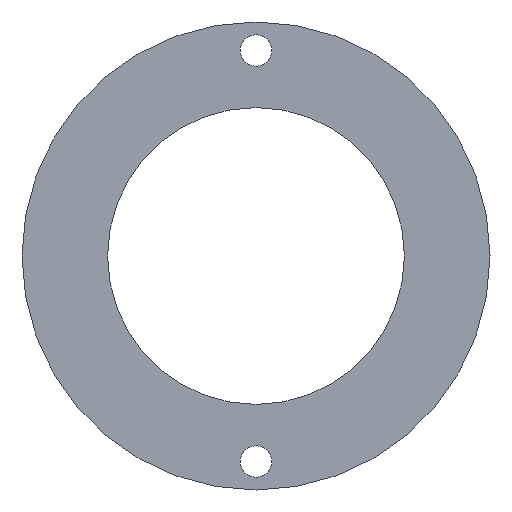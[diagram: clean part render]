
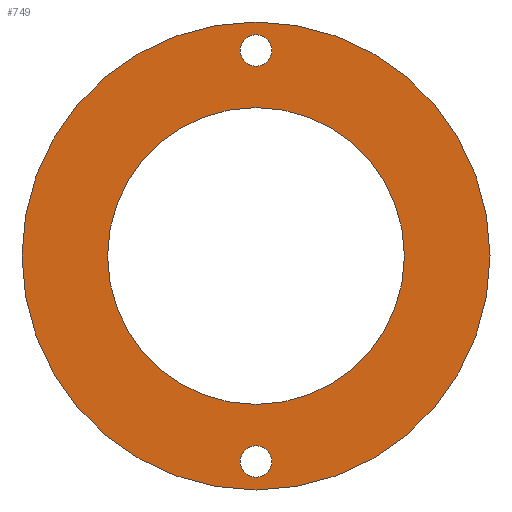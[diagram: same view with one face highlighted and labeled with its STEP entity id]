
A CAD part, front view. The second image highlights one B-rep face of the part: STEP entity #749.
In plain terms, the highlighted planar face has unit normal (0, -1, 0).
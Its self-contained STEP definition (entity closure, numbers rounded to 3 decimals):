
#4 = CARTESIAN_POINT ( 'NONE',  ( 0., 0., 38.75 ) ) ;
#10 = DIRECTION ( 'NONE',  ( 0., 1., 0. ) ) ;
#15 = AXIS2_PLACEMENT_3D ( 'NONE', #624, #268, #748 ) ;
#18 = EDGE_LOOP ( 'NONE', ( #186, #607 ) ) ;
#27 = CARTESIAN_POINT ( 'NONE',  ( 0., 0., 33.25 ) ) ;
#36 = FACE_BOUND ( 'NONE', #340, .T. ) ;
#38 = CIRCLE ( 'NONE', #534, 2.75 ) ;
#42 = ORIENTED_EDGE ( 'NONE', *, *, #525, .F. ) ;
#52 = VERTEX_POINT ( 'NONE', #440 ) ;
#58 = DIRECTION ( 'NONE',  ( 0., 0., 1. ) ) ;
#63 = CARTESIAN_POINT ( 'NONE',  ( 0., 0., -38.75 ) ) ;
#79 = DIRECTION ( 'NONE',  ( 0., 1., 0. ) ) ;
#88 = DIRECTION ( 'NONE',  ( 0., 1., 0. ) ) ;
#119 = DIRECTION ( 'NONE',  ( 0., 0., -1. ) ) ;
#123 = CARTESIAN_POINT ( 'NONE',  ( 0., 0., 36. ) ) ;
#125 = CIRCLE ( 'NONE', #15, 2.75 ) ;
#142 = ORIENTED_EDGE ( 'NONE', *, *, #566, .T. ) ;
#143 = EDGE_CURVE ( 'NONE', #472, #421, #125, .T. ) ;
#159 = DIRECTION ( 'NONE',  ( 0., 0., 1. ) ) ;
#168 = DIRECTION ( 'NONE',  ( 0., 1., 0. ) ) ;
#170 = AXIS2_PLACEMENT_3D ( 'NONE', #670, #669, #618 ) ;
#186 = ORIENTED_EDGE ( 'NONE', *, *, #632, .T. ) ;
#212 = EDGE_CURVE ( 'NONE', #599, #260, #592, .T. ) ;
#244 = CIRCLE ( 'NONE', #170, 41. ) ;
#259 = CIRCLE ( 'NONE', #411, 26. ) ;
#260 = VERTEX_POINT ( 'NONE', #4 ) ;
#261 = DIRECTION ( 'NONE',  ( 0., 0., 1. ) ) ;
#268 = DIRECTION ( 'NONE',  ( 0., 1., 0. ) ) ;
#284 = ORIENTED_EDGE ( 'NONE', *, *, #532, .F. ) ;
#288 = AXIS2_PLACEMENT_3D ( 'NONE', #620, #616, #261 ) ;
#296 = ORIENTED_EDGE ( 'NONE', *, *, #518, .T. ) ;
#301 = EDGE_CURVE ( 'NONE', #484, #544, #622, .T. ) ;
#319 = CARTESIAN_POINT ( 'NONE',  ( 0., 0., -36. ) ) ;
#340 = EDGE_LOOP ( 'NONE', ( #296, #675 ) ) ;
#352 = CARTESIAN_POINT ( 'NONE',  ( 0., 0., 36. ) ) ;
#363 = EDGE_LOOP ( 'NONE', ( #284, #42 ) ) ;
#390 = VERTEX_POINT ( 'NONE', #722 ) ;
#391 = CARTESIAN_POINT ( 'NONE',  ( 0., 0., -26. ) ) ;
#411 = AXIS2_PLACEMENT_3D ( 'NONE', #506, #88, #159 ) ;
#418 = FACE_BOUND ( 'NONE', #755, .T. ) ;
#421 = VERTEX_POINT ( 'NONE', #719 ) ;
#422 = FACE_BOUND ( 'NONE', #18, .T. ) ;
#440 = CARTESIAN_POINT ( 'NONE',  ( 0., 0., 41. ) ) ;
#455 = AXIS2_PLACEMENT_3D ( 'NONE', #319, #79, #733 ) ;
#457 = FACE_OUTER_BOUND ( 'NONE', #363, .T. ) ;
#471 = DIRECTION ( 'NONE',  ( 0., 0., 1. ) ) ;
#472 = VERTEX_POINT ( 'NONE', #63 ) ;
#474 = DIRECTION ( 'NONE',  ( 0., 1., 0. ) ) ;
#476 = CARTESIAN_POINT ( 'NONE',  ( 0., 0., 0. ) ) ;
#484 = VERTEX_POINT ( 'NONE', #391 ) ;
#506 = CARTESIAN_POINT ( 'NONE',  ( 0., 0., 0. ) ) ;
#518 = EDGE_CURVE ( 'NONE', #421, #472, #630, .T. ) ;
#520 = CARTESIAN_POINT ( 'NONE',  ( 0., 0., 26. ) ) ;
#525 = EDGE_CURVE ( 'NONE', #390, #52, #244, .T. ) ;
#530 = DIRECTION ( 'NONE',  ( 0., 0., 1. ) ) ;
#532 = EDGE_CURVE ( 'NONE', #52, #390, #536, .T. ) ;
#534 = AXIS2_PLACEMENT_3D ( 'NONE', #352, #168, #530 ) ;
#536 = CIRCLE ( 'NONE', #288, 41. ) ;
#539 = CARTESIAN_POINT ( 'NONE',  ( -26., 0., 0. ) ) ;
#544 = VERTEX_POINT ( 'NONE', #520 ) ;
#566 = EDGE_CURVE ( 'NONE', #544, #484, #259, .T. ) ;
#592 = CIRCLE ( 'NONE', #750, 2.75 ) ;
#598 = AXIS2_PLACEMENT_3D ( 'NONE', #476, #474, #471 ) ;
#599 = VERTEX_POINT ( 'NONE', #27 ) ;
#607 = ORIENTED_EDGE ( 'NONE', *, *, #212, .T. ) ;
#616 = DIRECTION ( 'NONE',  ( 0., 1., 0. ) ) ;
#618 = DIRECTION ( 'NONE',  ( 0., 0., 1. ) ) ;
#620 = CARTESIAN_POINT ( 'NONE',  ( 0., 0., 0. ) ) ;
#622 = CIRCLE ( 'NONE', #598, 26. ) ;
#624 = CARTESIAN_POINT ( 'NONE',  ( 0., 0., -36. ) ) ;
#630 = CIRCLE ( 'NONE', #455, 2.75 ) ;
#632 = EDGE_CURVE ( 'NONE', #260, #599, #38, .T. ) ;
#636 = ORIENTED_EDGE ( 'NONE', *, *, #301, .T. ) ;
#646 = PLANE ( 'NONE',  #664 ) ;
#649 = DIRECTION ( 'NONE',  ( 0., -1., 0. ) ) ;
#664 = AXIS2_PLACEMENT_3D ( 'NONE', #539, #649, #119 ) ;
#669 = DIRECTION ( 'NONE',  ( 0., 1., 0. ) ) ;
#670 = CARTESIAN_POINT ( 'NONE',  ( 0., 0., 0. ) ) ;
#675 = ORIENTED_EDGE ( 'NONE', *, *, #143, .T. ) ;
#719 = CARTESIAN_POINT ( 'NONE',  ( 0., 0., -33.25 ) ) ;
#722 = CARTESIAN_POINT ( 'NONE',  ( 0., 0., -41. ) ) ;
#733 = DIRECTION ( 'NONE',  ( 0., 0., 1. ) ) ;
#748 = DIRECTION ( 'NONE',  ( 0., 0., 1. ) ) ;
#749 = ADVANCED_FACE ( 'NONE', ( #36, #422, #418, #457 ), #646, .T. ) ;
#750 = AXIS2_PLACEMENT_3D ( 'NONE', #123, #10, #58 ) ;
#755 = EDGE_LOOP ( 'NONE', ( #142, #636 ) ) ;
